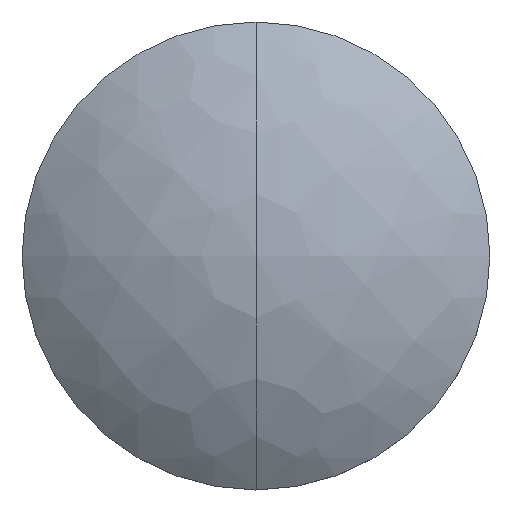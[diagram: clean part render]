
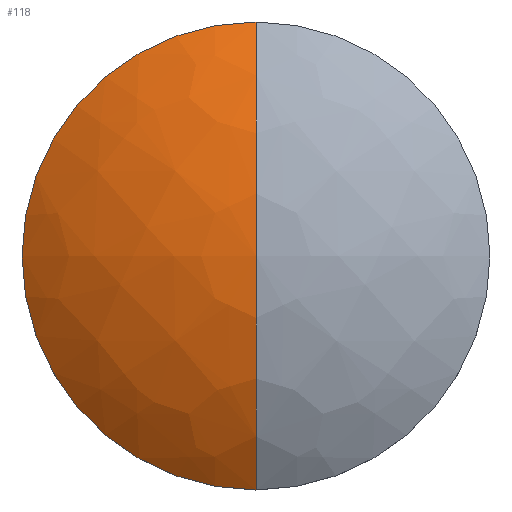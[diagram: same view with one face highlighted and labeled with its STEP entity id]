
A CAD part, top view. The second image highlights one B-rep face of the part: STEP entity #118.
In plain terms, the highlighted free-form (B-spline) face has degree [3, 3] with [4, 4] control points.
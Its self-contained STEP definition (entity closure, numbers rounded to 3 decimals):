
#4 = CARTESIAN_POINT ( 'NONE',  ( -3.751, -12.832, 5.884 ) ) ;
#27 = CARTESIAN_POINT ( 'NONE',  ( 0., -12.832, 5.884 ) ) ;
#29 = CARTESIAN_POINT ( 'NONE',  ( -13.673, 4.885, 7.209 ) ) ;
#31 = CARTESIAN_POINT ( 'NONE',  ( -3.751, 12.832, 5.884 ) ) ;
#32 = DIRECTION ( 'NONE',  ( 1., 0., 0. ) ) ;
#43 = CIRCLE ( 'NONE', #264, 22.06 ) ;
#45 = CARTESIAN_POINT ( 'NONE',  ( 0., 0., -12.06 ) ) ;
#46 = VERTEX_POINT ( 'NONE', #67 ) ;
#49 = CARTESIAN_POINT ( 'NONE',  ( -10.384, -12.832, 2.574 ) ) ;
#53 = CARTESIAN_POINT ( 'NONE',  ( -4.939, 4.885, 11.567 ) ) ;
#63 = VERTEX_POINT ( 'NONE', #295 ) ;
#67 = CARTESIAN_POINT ( 'NONE',  ( 0., -12.7, 5.978 ) ) ;
#72 = CARTESIAN_POINT ( 'NONE',  ( 0., 0., 5.978 ) ) ;
#75 = EDGE_CURVE ( 'NONE', #46, #63, #43, .T. ) ;
#77 = EDGE_CURVE ( 'NONE', #176, #63, #241, .T. ) ;
#95 = DIRECTION ( 'NONE',  ( -1., 0., 0. ) ) ;
#98 = EDGE_CURVE ( 'NONE', #46, #176, #216, .T. ) ;
#99 = DIRECTION ( 'NONE',  ( 1., 0., 0. ) ) ;
#103 = CARTESIAN_POINT ( 'NONE',  ( -4.939, -4.885, 11.567 ) ) ;
#117 = EDGE_LOOP ( 'NONE', ( #157, #231, #172 ) ) ;
#118 = ADVANCED_FACE ( 'NONE', ( #294 ), #244, .T. ) ;
#122 = CARTESIAN_POINT ( 'NONE',  ( -10.384, 12.832, 2.574 ) ) ;
#142 = CARTESIAN_POINT ( 'NONE',  ( 0., -4.885, 11.567 ) ) ;
#143 = DIRECTION ( 'NONE',  ( 0., 0., -1. ) ) ;
#145 = CARTESIAN_POINT ( 'NONE',  ( -7.325, -12.832, 4.744 ) ) ;
#157 = ORIENTED_EDGE ( 'NONE', *, *, #98, .F. ) ;
#163 = CARTESIAN_POINT ( 'NONE',  ( -9.645, 4.885, 10.067 ) ) ;
#168 = CARTESIAN_POINT ( 'NONE',  ( 0., 12.832, 5.884 ) ) ;
#172 = ORIENTED_EDGE ( 'NONE', *, *, #77, .F. ) ;
#176 = VERTEX_POINT ( 'NONE', #254 ) ;
#182 = CARTESIAN_POINT ( 'NONE',  ( 0., 0., 5.978 ) ) ;
#198 = DIRECTION ( 'NONE',  ( 0., -1., 0. ) ) ;
#206 = DIRECTION ( 'NONE',  ( 0., 0., -1. ) ) ;
#211 = AXIS2_PLACEMENT_3D ( 'NONE', #182, #206, #99 ) ;
#213 = CARTESIAN_POINT ( 'NONE',  ( -13.673, -4.885, 7.209 ) ) ;
#216 = CIRCLE ( 'NONE', #256, 12.7 ) ;
#228 = CARTESIAN_POINT ( 'NONE',  ( 0., 4.885, 11.567 ) ) ;
#231 = ORIENTED_EDGE ( 'NONE', *, *, #75, .T. ) ;
#241 = CIRCLE ( 'NONE', #211, 12.7 ) ;
#244 =( BOUNDED_SURFACE ( )  B_SPLINE_SURFACE ( 3, 3, ( 
 ( #27, #4, #145, #49 ),
 ( #142, #103, #278, #213 ),
 ( #228, #53, #163, #29 ),
 ( #168, #31, #252, #122 ) ),
 .UNSPECIFIED., .F., .F., .F. ) 
 B_SPLINE_SURFACE_WITH_KNOTS ( ( 4, 4 ),
 ( 4, 4 ),
 ( 0., 1. ),
 ( 0., 1. ),
 .UNSPECIFIED. ) 
 GEOMETRIC_REPRESENTATION_ITEM ( )  RATIONAL_B_SPLINE_SURFACE ( (
 ( 1., 0.969, 0.969, 1.),
 ( 0.876, 0.848, 0.848, 0.876),
 ( 0.876, 0.848, 0.848, 0.876),
 ( 1., 0.969, 0.969, 1.) ) ) 
 REPRESENTATION_ITEM ( '' )  SURFACE ( )  );
#252 = CARTESIAN_POINT ( 'NONE',  ( -7.325, 12.832, 4.744 ) ) ;
#254 = CARTESIAN_POINT ( 'NONE',  ( -12.7, 0., 5.978 ) ) ;
#256 = AXIS2_PLACEMENT_3D ( 'NONE', #72, #143, #32 ) ;
#264 = AXIS2_PLACEMENT_3D ( 'NONE', #45, #95, #198 ) ;
#278 = CARTESIAN_POINT ( 'NONE',  ( -9.645, -4.885, 10.067 ) ) ;
#294 = FACE_OUTER_BOUND ( 'NONE', #117, .T. ) ;
#295 = CARTESIAN_POINT ( 'NONE',  ( 0., 12.7, 5.978 ) ) ;
